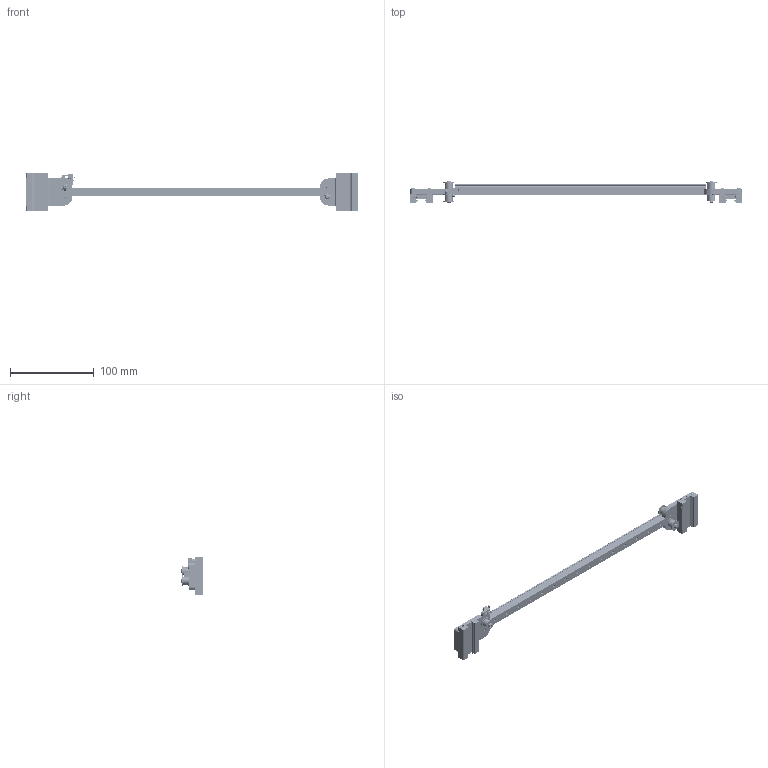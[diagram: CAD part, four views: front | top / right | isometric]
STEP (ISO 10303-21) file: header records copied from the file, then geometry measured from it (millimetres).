
FILE_DESCRIPTION(/* description */ (''),/* implementation_level */ '2;1');
FILE_NAME(/* name */ 'X-Bridge v70.step',/* time_stamp */ '2019-09-13T16:52:49+02:00',/* author */ (''),/* organization */ (''),/* preprocessor_version */ 'ST-DEVELOPER v18',/* originating_system */ 'Autodesk Translation Framework v8.6.0.1094',/* authorisation */ '');
FILE_SCHEMA (('AUTOMOTIVE_DESIGN { 1 0 10303 214 3 1 1 }'));
Length unit declared in the file: millimetre
Products named in the file (13): X-Bridge; MGN12H_ZF_H_M_SS_FILE_7; MGNR09R_300_H_M_FILE_8; Idler; Idler_1; Idler_2; Idler_3; 1021795-IDLER PULLEY; 1021795-693-2Z BEARING, 8 mm OD, 3 mm ID, 4 mm WIDTH_DEFAULT; Nano Switch; M3x10; M3x12; M2.5x5
Assembly tree (33 placements, depth 3):
  X-Bridge
    MGN12H_ZF_H_M_SS_FILE_7  x2
    MGNR09R_300_H_M_FILE_8
    Idler
      1021795-IDLER PULLEY
      1021795-693-2Z BEARING, 8 mm OD, 3 mm ID, 4 mm WIDTH_DEFAULT  x2
    Idler_1
      1021795-IDLER PULLEY
      1021795-693-2Z BEARING, 8 mm OD, 3 mm ID, 4 mm WIDTH_DEFAULT  x2
    Idler_2
      1021795-IDLER PULLEY
      1021795-693-2Z BEARING, 8 mm OD, 3 mm ID, 4 mm WIDTH_DEFAULT  x2
    Idler_3
      1021795-IDLER PULLEY
      1021795-693-2Z BEARING, 8 mm OD, 3 mm ID, 4 mm WIDTH_DEFAULT  x2
    Nano Switch
    M3x10  x8
    M3x12  x4
    M2.5x5
Bounding box: 397 x 26.3 x 46.39 mm (x, y, z)
Volume: 72359 mm3; surface area: 51767.7 mm2
Topology: 152 solids, 156 shells, 2518 faces, 6707 edges, 4482 vertices
Faces by surface type: plane 1209, cylinder 980, cone 153, sphere 108, bspline 52, torus 16
Full cylindrical faces by diameter (mm): 0.242 x4, 0.298 x4, 0.762 x2, 1.275 x3, 1.714 x2, 1.915 x10, 2.3 x4, 2.35 x256, 2.5 x22, 2.8 x4, 3 x254, 3.2 x8, 3.5 x23, 4 x4, 4.5 x1, 5.148 x32, 5.7 x12, 5.852 x32, 6 x30, 8 x16, 9.6 x4, 13 x8
Entity records: 44761 total; most frequent: CARTESIAN_POINT 16481, ORIENTED_EDGE 5776, DIRECTION 5373, EDGE_CURVE 2888, VERTEX_POINT 1941, LINE 1927, VECTOR 1927, AXIS2_PLACEMENT_3D 1723
